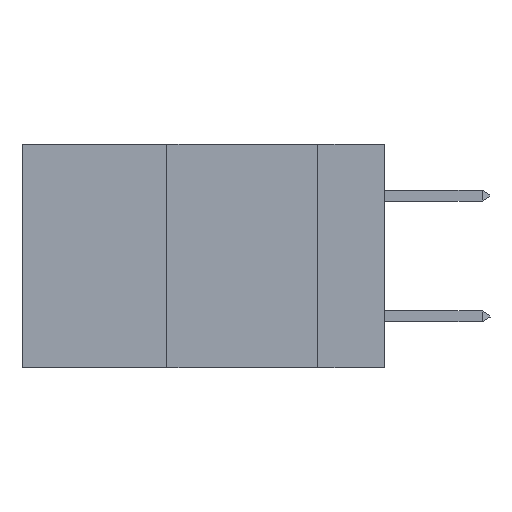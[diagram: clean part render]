
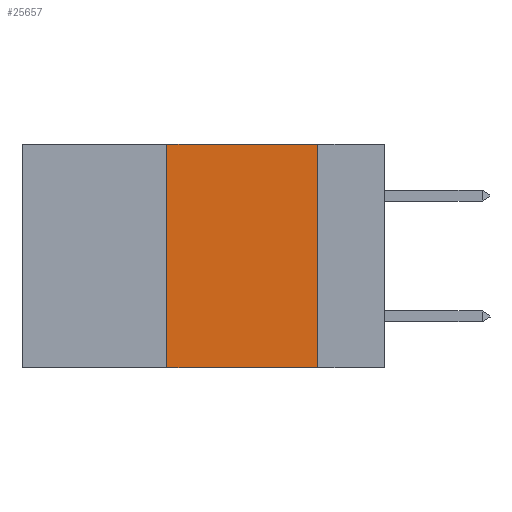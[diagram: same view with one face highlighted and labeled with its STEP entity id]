
A CAD part, left-side view. The second image highlights one B-rep face of the part: STEP entity #25657.
In plain terms, the highlighted planar face has unit normal (-1, 0, 0).
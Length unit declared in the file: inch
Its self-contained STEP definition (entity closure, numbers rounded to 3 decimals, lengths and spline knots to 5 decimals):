
#285 = VERTEX_POINT ( 'NONE', #26678 ) ;
#2445 = ORIENTED_EDGE ( 'NONE', *, *, #17195, .F. ) ;
#3474 = EDGE_CURVE ( 'NONE', #10155, #14541, #32511, .T. ) ;
#4117 = ORIENTED_EDGE ( 'NONE', *, *, #20331, .T. ) ;
#4643 = ORIENTED_EDGE ( 'NONE', *, *, #3474, .F. ) ;
#5823 = LINE ( 'NONE', #8205, #9338 ) ;
#6861 = EDGE_CURVE ( 'NONE', #285, #18487, #30050, .T. ) ;
#8053 = CARTESIAN_POINT ( 'NONE',  ( 0., 0.36, 0. ) ) ;
#8205 = CARTESIAN_POINT ( 'NONE',  ( 0., 0.6, 0. ) ) ;
#8807 = EDGE_LOOP ( 'NONE', ( #26721, #2445, #4643, #4117 ) ) ;
#9338 = VECTOR ( 'NONE', #33137, 39.37008 ) ;
#10155 = VERTEX_POINT ( 'NONE', #27003 ) ;
#11187 = DIRECTION ( 'NONE',  ( 0., 0., 1. ) ) ;
#12749 = VECTOR ( 'NONE', #18120, 39.37008 ) ;
#13443 = AXIS2_PLACEMENT_3D ( 'NONE', #20355, #26000, #28806 ) ;
#13584 = CARTESIAN_POINT ( 'NONE',  ( 0., 0.11, 0. ) ) ;
#14541 = VERTEX_POINT ( 'NONE', #33800 ) ;
#16330 = FACE_OUTER_BOUND ( 'NONE', #8807, .T. ) ;
#17195 = EDGE_CURVE ( 'NONE', #14541, #285, #5823, .T. ) ;
#17505 = PLANE ( 'NONE',  #13443 ) ;
#18120 = DIRECTION ( 'NONE',  ( 0., -1., 0. ) ) ;
#18169 = VECTOR ( 'NONE', #22072, 39.37008 ) ;
#18487 = VERTEX_POINT ( 'NONE', #26598 ) ;
#20331 = EDGE_CURVE ( 'NONE', #10155, #18487, #32090, .T. ) ;
#20355 = CARTESIAN_POINT ( 'NONE',  ( 0., 0.6, 0. ) ) ;
#22072 = DIRECTION ( 'NONE',  ( 0., 0., -1. ) ) ;
#23313 = CARTESIAN_POINT ( 'NONE',  ( 0., 0.6, -0.37 ) ) ;
#23723 = VECTOR ( 'NONE', #11187, 39.37008 ) ;
#25657 = ADVANCED_FACE ( 'NONE', ( #16330 ), #17505, .F. ) ;
#26000 = DIRECTION ( 'NONE',  ( 1., 0., 0. ) ) ;
#26598 = CARTESIAN_POINT ( 'NONE',  ( 0., 0.11, -0.37 ) ) ;
#26678 = CARTESIAN_POINT ( 'NONE',  ( 0., 0.11, 0. ) ) ;
#26721 = ORIENTED_EDGE ( 'NONE', *, *, #6861, .F. ) ;
#27003 = CARTESIAN_POINT ( 'NONE',  ( 0., 0.36, -0.37 ) ) ;
#28806 = DIRECTION ( 'NONE',  ( 0., 0., -1. ) ) ;
#30050 = LINE ( 'NONE', #13584, #18169 ) ;
#32090 = LINE ( 'NONE', #23313, #12749 ) ;
#32511 = LINE ( 'NONE', #8053, #23723 ) ;
#33137 = DIRECTION ( 'NONE',  ( 0., -1., 0. ) ) ;
#33800 = CARTESIAN_POINT ( 'NONE',  ( 0., 0.36, 0. ) ) ;
